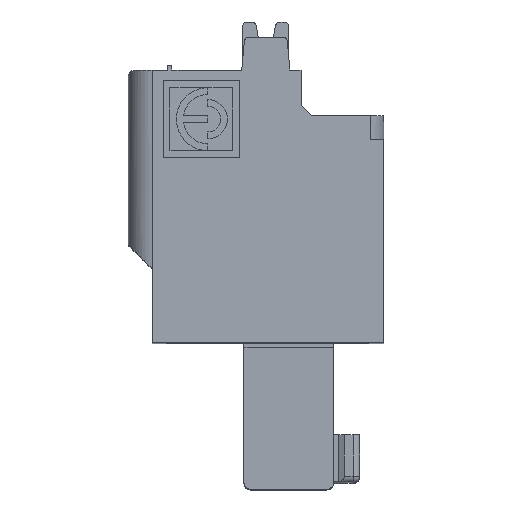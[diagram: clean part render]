
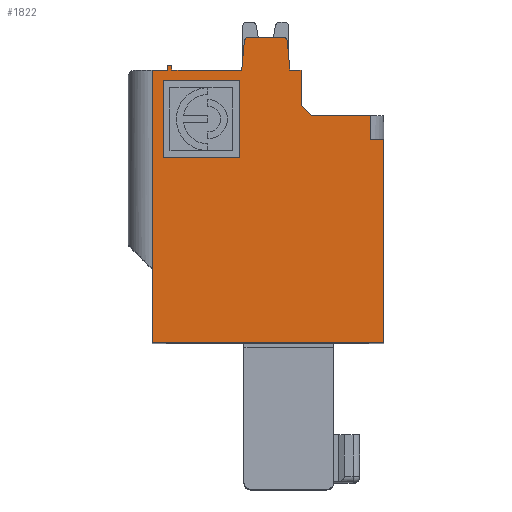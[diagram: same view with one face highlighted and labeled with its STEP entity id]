
A CAD part, top view. The second image highlights one B-rep face of the part: STEP entity #1822.
In plain terms, the highlighted planar face has unit normal (0, 0, 1).
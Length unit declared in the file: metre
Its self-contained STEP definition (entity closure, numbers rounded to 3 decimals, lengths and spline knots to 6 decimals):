
#1822=ADVANCED_FACE('',(#4563,#4564),#4565,.F.);
#3266=EDGE_CURVE('',#6753,#6754,#6755,.T.);
#4563=FACE_BOUND('',#8185,.T.);
#4564=FACE_OUTER_BOUND('',#8186,.T.);
#4565=PLANE('',#8187);
#5494=VERTEX_POINT('',#9301);
#5505=VERTEX_POINT('',#9320);
#5508=VERTEX_POINT('',#9325);
#5512=VERTEX_POINT('',#9331);
#5535=VERTEX_POINT('',#9364);
#5542=VERTEX_POINT('',#9375);
#5545=VERTEX_POINT('',#9380);
#5556=VERTEX_POINT('',#9399);
#6753=VERTEX_POINT('',#12213);
#6754=VERTEX_POINT('',#12214);
#6755=LINE('',#12215,#12216);
#6868=VERTEX_POINT('',#12408);
#8185=EDGE_LOOP('',(#15722,#15723,#15724,#15725));
#8186=EDGE_LOOP('',(#15726,#15727,#15728,#15729,#15730,#15731,#15732,#15733,#15734,#15735,#15736,#15737,#15738,#15739,#15740,#15741,#15742,#15743,#15744));
#8187=AXIS2_PLACEMENT_3D('',#15745,#15746,#15747);
#9301=CARTESIAN_POINT('',(0.044215,0.013817,-0.21094));
#9320=CARTESIAN_POINT('',(0.0441,0.0125,-0.21094));
#9325=CARTESIAN_POINT('',(0.0409,0.0125,-0.21094));
#9331=CARTESIAN_POINT('',(0.0409,0.0127,-0.21094));
#9364=CARTESIAN_POINT('',(0.0407,0.0125,-0.21094));
#9375=CARTESIAN_POINT('',(0.046185,0.013817,-0.21094));
#9380=CARTESIAN_POINT('',(0.0463,0.0125,-0.21094));
#9399=CARTESIAN_POINT('',(0.0407,0.0127,-0.21094));
#12213=CARTESIAN_POINT('',(0.0506,0.,-0.21094));
#12214=CARTESIAN_POINT('',(0.0506,0.0093,-0.21094));
#12215=CARTESIAN_POINT('',(0.0506,0.,-0.21094));
#12216=VECTOR('',#18744,1.0);
#12408=CARTESIAN_POINT('',(0.05,0.0093,-0.21094));
#15722=ORIENTED_EDGE('',*,*,#19155,.T.);
#15723=ORIENTED_EDGE('',*,*,#19702,.T.);
#15724=ORIENTED_EDGE('',*,*,#19738,.T.);
#15725=ORIENTED_EDGE('',*,*,#19519,.T.);
#15726=ORIENTED_EDGE('',*,*,#19698,.T.);
#15727=ORIENTED_EDGE('',*,*,#19006,.T.);
#15728=ORIENTED_EDGE('',*,*,#19739,.F.);
#15729=ORIENTED_EDGE('',*,*,#19106,.T.);
#15730=ORIENTED_EDGE('',*,*,#19104,.T.);
#15731=ORIENTED_EDGE('',*,*,#19108,.T.);
#15732=ORIENTED_EDGE('',*,*,#19040,.T.);
#15733=ORIENTED_EDGE('',*,*,#19044,.T.);
#15734=ORIENTED_EDGE('',*,*,#19740,.F.);
#15735=ORIENTED_EDGE('',*,*,#19080,.T.);
#15736=ORIENTED_EDGE('',*,*,#19741,.F.);
#15737=ORIENTED_EDGE('',*,*,#19130,.F.);
#15738=ORIENTED_EDGE('',*,*,#19095,.F.);
#15739=ORIENTED_EDGE('',*,*,#19742,.F.);
#15740=ORIENTED_EDGE('',*,*,#18994,.T.);
#15741=ORIENTED_EDGE('',*,*,#3266,.T.);
#15742=ORIENTED_EDGE('',*,*,#19743,.F.);
#15743=ORIENTED_EDGE('',*,*,#19744,.F.);
#15744=ORIENTED_EDGE('',*,*,#19694,.F.);
#15745=CARTESIAN_POINT('',(0.054572,0.033759,-0.21094));
#15746=DIRECTION('',(0.0,0.,-1.0));
#15747=DIRECTION('',(-1.0,0.0,0.0));
#18744=DIRECTION('',(0.0,1.0,0.));
#18994=EDGE_CURVE('',#20387,#6753,#20390,.T.);
#19006=EDGE_CURVE('',#20412,#20410,#20413,.T.);
#19040=EDGE_CURVE('',#20466,#5494,#20467,.T.);
#19044=EDGE_CURVE('',#5494,#5505,#20471,.T.);
#19080=EDGE_CURVE('',#5508,#5512,#20526,.T.);
#19095=EDGE_CURVE('',#20541,#5535,#20543,.T.);
#19104=EDGE_CURVE('',#5542,#20551,#20553,.T.);
#19106=EDGE_CURVE('',#5545,#5542,#20555,.T.);
#19108=EDGE_CURVE('',#20551,#20466,#20557,.T.);
#19130=EDGE_CURVE('',#5535,#5556,#20583,.T.);
#19155=EDGE_CURVE('',#20627,#20625,#20628,.T.);
#19519=EDGE_CURVE('',#21115,#20627,#21119,.T.);
#19694=EDGE_CURVE('',#21321,#21323,#21324,.T.);
#19698=EDGE_CURVE('',#21321,#20412,#21328,.T.);
#19702=EDGE_CURVE('',#20625,#21332,#21334,.T.);
#19738=EDGE_CURVE('',#21332,#21115,#21374,.T.);
#19739=EDGE_CURVE('',#5545,#20410,#21375,.T.);
#19740=EDGE_CURVE('',#5508,#5505,#21376,.T.);
#19741=EDGE_CURVE('',#5556,#5512,#21377,.T.);
#19742=EDGE_CURVE('',#20387,#20541,#21378,.T.);
#19743=EDGE_CURVE('',#6868,#6754,#21379,.T.);
#19744=EDGE_CURVE('',#21323,#6868,#21380,.T.);
#20387=VERTEX_POINT('',#22155);
#20390=LINE('',#22160,#22161);
#20410=VERTEX_POINT('',#22195);
#20412=VERTEX_POINT('',#22198);
#20413=LINE('',#22199,#22200);
#20466=VERTEX_POINT('',#22279);
#20467=CIRCLE('',#22280,0.0002);
#20471=LINE('',#22285,#22286);
#20526=LINE('',#22362,#22363);
#20541=VERTEX_POINT('',#22387);
#20543=LINE('',#22390,#22391);
#20551=VERTEX_POINT('',#22403);
#20553=CIRCLE('',#22406,0.0002);
#20555=LINE('',#22408,#22409);
#20557=LINE('',#22411,#22412);
#20583=LINE('',#22453,#22454);
#20625=VERTEX_POINT('',#22535);
#20627=VERTEX_POINT('',#22538);
#20628=LINE('',#22539,#22540);
#21115=VERTEX_POINT('',#23125);
#21119=LINE('',#23131,#23132);
#21321=VERTEX_POINT('',#23433);
#21323=VERTEX_POINT('',#23436);
#21324=LINE('',#23437,#23438);
#21328=LINE('',#23444,#23445);
#21332=VERTEX_POINT('',#23450);
#21334=LINE('',#23453,#23454);
#21374=LINE('',#23513,#23514);
#21375=LINE('',#23515,#23516);
#21376=LINE('',#23517,#23518);
#21377=LINE('',#23519,#23520);
#21378=LINE('',#23521,#23522);
#21379=LINE('',#23523,#23524);
#21380=LINE('',#23525,#23526);
#22155=CARTESIAN_POINT('',(0.04,0.,-0.21094));
#22160=CARTESIAN_POINT('',(0.036699,0.,-0.21094));
#22161=VECTOR('',#24515,1.0);
#22195=CARTESIAN_POINT('',(0.046811,0.0125,-0.21094));
#22198=CARTESIAN_POINT('',(0.046811,0.010896,-0.21094));
#22199=CARTESIAN_POINT('',(0.046811,0.033759,-0.21094));
#22200=VECTOR('',#24522,1.0);
#22279=CARTESIAN_POINT('',(0.044414,0.014,-0.21094));
#22280=AXIS2_PLACEMENT_3D('',#24553,#24554,#24555);
#22285=CARTESIAN_POINT('',(0.044215,0.013817,-0.21094));
#22286=VECTOR('',#24557,1.0);
#22362=CARTESIAN_POINT('',(0.0409,0.0125,-0.21094));
#22363=VECTOR('',#24594,1.0);
#22387=CARTESIAN_POINT('',(0.04,0.0125,-0.21094));
#22390=CARTESIAN_POINT('',(0.04,0.0125,-0.21094));
#22391=VECTOR('',#24614,1.0);
#22403=CARTESIAN_POINT('',(0.045985,0.014,-0.21094));
#22406=AXIS2_PLACEMENT_3D('',#24626,#24627,#24628);
#22408=CARTESIAN_POINT('',(0.0463,0.0125,-0.21094));
#22409=VECTOR('',#24629,1.0);
#22411=CARTESIAN_POINT('',(0.044475,0.014,-0.21094));
#22412=VECTOR('',#24630,1.0);
#22453=CARTESIAN_POINT('',(0.0407,0.0125,-0.21094));
#22454=VECTOR('',#24649,1.0);
#22535=CARTESIAN_POINT('',(0.044,0.0085,-0.21094));
#22538=CARTESIAN_POINT('',(0.044,0.012,-0.21094));
#22539=CARTESIAN_POINT('',(0.044,0.033759,-0.21094));
#22540=VECTOR('',#24670,1.0);
#23125=CARTESIAN_POINT('',(0.0405,0.012,-0.21094));
#23131=CARTESIAN_POINT('',(0.054072,0.012,-0.21094));
#23132=VECTOR('',#25074,1.0);
#23433=CARTESIAN_POINT('',(0.047307,0.0104,-0.21094));
#23436=CARTESIAN_POINT('',(0.05,0.0104,-0.21094));
#23437=CARTESIAN_POINT('',(0.054572,0.0104,-0.21094));
#23438=VECTOR('',#25182,1.0);
#23444=CARTESIAN_POINT('',(0.039267,0.01844,-0.21094));
#23445=VECTOR('',#25185,1.0);
#23450=CARTESIAN_POINT('',(0.0405,0.0085,-0.21094));
#23453=CARTESIAN_POINT('',(0.054072,0.0085,-0.21094));
#23454=VECTOR('',#25188,1.0);
#23513=CARTESIAN_POINT('',(0.0405,0.033759,-0.21094));
#23514=VECTOR('',#25208,1.0);
#23515=CARTESIAN_POINT('',(0.0463,0.0125,-0.21094));
#23516=VECTOR('',#25209,1.0);
#23517=CARTESIAN_POINT('',(0.0409,0.0125,-0.21094));
#23518=VECTOR('',#25210,1.0);
#23519=CARTESIAN_POINT('',(0.0407,0.0127,-0.21094));
#23520=VECTOR('',#25211,1.0);
#23521=CARTESIAN_POINT('',(0.04,0.0118,-0.21094));
#23522=VECTOR('',#25212,1.0);
#23523=CARTESIAN_POINT('',(0.05,0.0093,-0.21094));
#23524=VECTOR('',#25213,1.0);
#23525=CARTESIAN_POINT('',(0.05,0.0125,-0.21094));
#23526=VECTOR('',#25214,1.0);
#24515=DIRECTION('',(1.0,0.0,0.0));
#24522=DIRECTION('',(0.,1.0,0.));
#24553=CARTESIAN_POINT('',(0.044414,0.0138,-0.21094));
#24554=DIRECTION('',(0.0,0.,1.0));
#24555=DIRECTION('',(0.0,1.0,0.));
#24557=DIRECTION('',(-0.087,-0.996,0.));
#24594=DIRECTION('',(0.0,1.0,0.));
#24614=DIRECTION('',(1.0,0.0,0.0));
#24626=CARTESIAN_POINT('',(0.045985,0.0138,-0.21094));
#24627=DIRECTION('',(0.,0.,1.0));
#24628=DIRECTION('',(0.996,0.087,0.));
#24629=DIRECTION('',(-0.087,0.996,0.));
#24630=DIRECTION('',(-1.0,-0.0,0.0));
#24649=DIRECTION('',(0.0,1.0,0.));
#24670=DIRECTION('',(0.,-1.0,0.));
#25074=DIRECTION('',(1.0,0.,0.));
#25182=DIRECTION('',(1.0,0.,0.));
#25185=DIRECTION('',(-0.707,0.707,0.));
#25188=DIRECTION('',(-1.0,0.,0.));
#25208=DIRECTION('',(0.,1.0,0.));
#25209=DIRECTION('',(1.0,0.0,0.0));
#25210=DIRECTION('',(1.0,0.0,0.0));
#25211=DIRECTION('',(1.0,0.0,0.0));
#25212=DIRECTION('',(0.0,1.0,0.));
#25213=DIRECTION('',(1.0,0.0,0.0));
#25214=DIRECTION('',(0.0,-1.0,0.));
